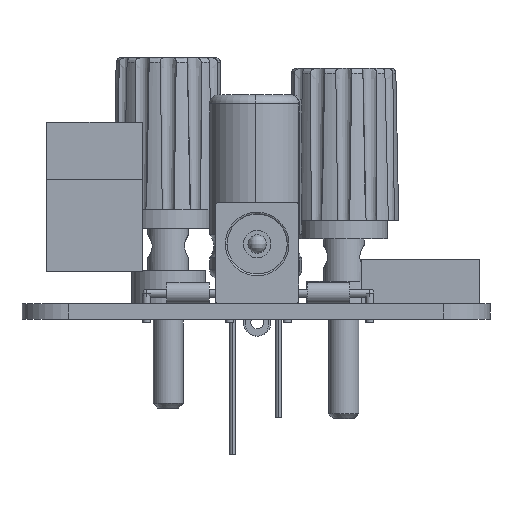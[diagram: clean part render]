
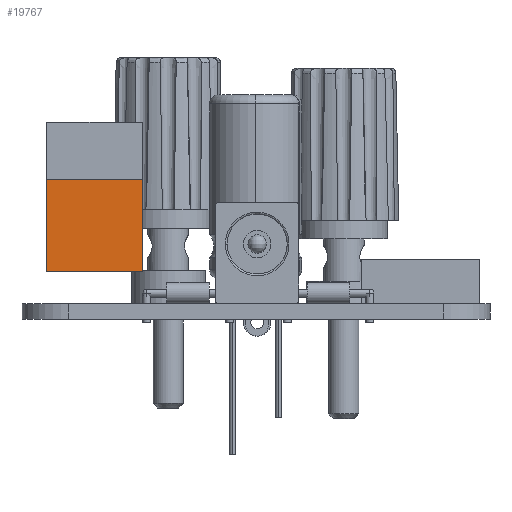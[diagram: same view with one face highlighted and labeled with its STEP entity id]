
A CAD part, left-side view. The second image highlights one B-rep face of the part: STEP entity #19767.
In plain terms, the highlighted planar face has unit normal (-1, 0, 0).
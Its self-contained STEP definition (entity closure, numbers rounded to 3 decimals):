
#215 = LINE ( 'NONE', #24381, #6924 ) ;
#1441 = CARTESIAN_POINT ( 'NONE',  ( -2.35, -5.25, 0. ) ) ;
#2287 = CARTESIAN_POINT ( 'NONE',  ( -2.35, -5.25, 0. ) ) ;
#3427 = DIRECTION ( 'NONE',  ( -1., 0., 0. ) ) ;
#5438 = CARTESIAN_POINT ( 'NONE',  ( -2.35, -5.25, 10. ) ) ;
#6924 = VECTOR ( 'NONE', #27270, 1000. ) ;
#8319 = DIRECTION ( 'NONE',  ( 0., 0., 1. ) ) ;
#8708 = DIRECTION ( 'NONE',  ( 0., 0., -1. ) ) ;
#9318 = DIRECTION ( 'NONE',  ( 0., 0., 1. ) ) ;
#9818 = EDGE_LOOP ( 'NONE', ( #35362, #18878, #29884, #32971 ) ) ;
#11305 = CARTESIAN_POINT ( 'NONE',  ( -2.35, 5.25, 10. ) ) ;
#13189 = DIRECTION ( 'NONE',  ( 0., 1., 0. ) ) ;
#13218 = VECTOR ( 'NONE', #8319, 1000. ) ;
#13715 = VERTEX_POINT ( 'NONE', #1441 ) ;
#14244 = VECTOR ( 'NONE', #13189, 1000. ) ;
#17667 = CARTESIAN_POINT ( 'NONE',  ( -2.35, 5.25, 0. ) ) ;
#17710 = EDGE_CURVE ( 'NONE', #13715, #35442, #31731, .T. ) ;
#18336 = LINE ( 'NONE', #17667, #24069 ) ;
#18878 = ORIENTED_EDGE ( 'NONE', *, *, #24914, .T. ) ;
#19767 = ADVANCED_FACE ( 'NONE', ( #21983 ), #21053, .T. ) ;
#19830 = CARTESIAN_POINT ( 'NONE',  ( -2.35, 5.25, 0. ) ) ;
#19936 = LINE ( 'NONE', #31250, #14244 ) ;
#21053 = PLANE ( 'NONE',  #34086 ) ;
#21697 = CARTESIAN_POINT ( 'NONE',  ( -2.35, -5.25, 0. ) ) ;
#21983 = FACE_OUTER_BOUND ( 'NONE', #9818, .T. ) ;
#24069 = VECTOR ( 'NONE', #8708, 1000. ) ;
#24201 = EDGE_CURVE ( 'NONE', #26736, #38546, #18336, .T. ) ;
#24381 = CARTESIAN_POINT ( 'NONE',  ( -2.35, -5.25, 0. ) ) ;
#24914 = EDGE_CURVE ( 'NONE', #38546, #13715, #215, .T. ) ;
#26736 = VERTEX_POINT ( 'NONE', #11305 ) ;
#27270 = DIRECTION ( 'NONE',  ( 0., -1., 0. ) ) ;
#29884 = ORIENTED_EDGE ( 'NONE', *, *, #17710, .T. ) ;
#31250 = CARTESIAN_POINT ( 'NONE',  ( -2.35, -5.25, 10. ) ) ;
#31731 = LINE ( 'NONE', #2287, #13218 ) ;
#32450 = EDGE_CURVE ( 'NONE', #35442, #26736, #19936, .T. ) ;
#32971 = ORIENTED_EDGE ( 'NONE', *, *, #32450, .T. ) ;
#34086 = AXIS2_PLACEMENT_3D ( 'NONE', #21697, #3427, #9318 ) ;
#35362 = ORIENTED_EDGE ( 'NONE', *, *, #24201, .T. ) ;
#35442 = VERTEX_POINT ( 'NONE', #5438 ) ;
#38546 = VERTEX_POINT ( 'NONE', #19830 ) ;
